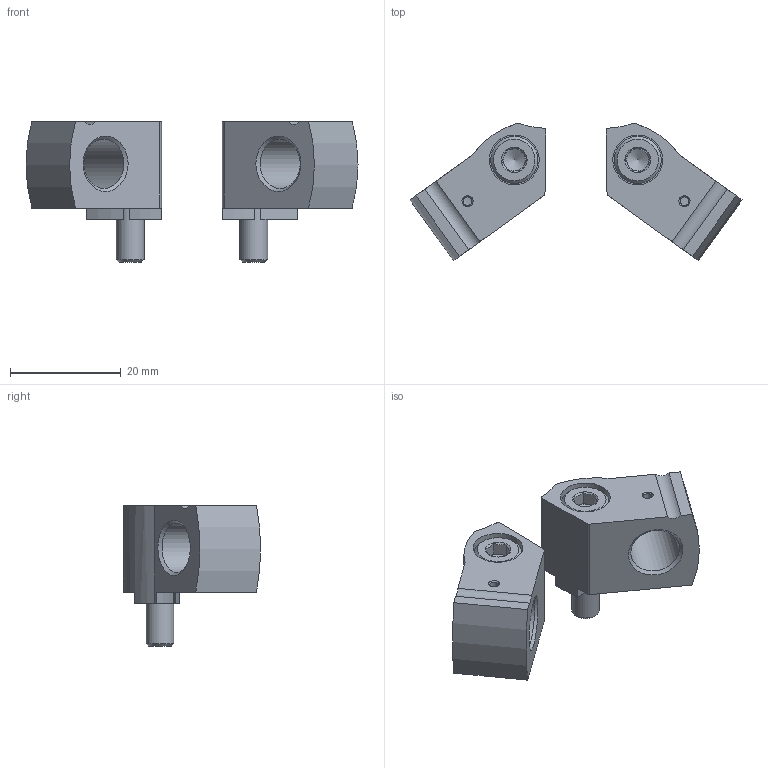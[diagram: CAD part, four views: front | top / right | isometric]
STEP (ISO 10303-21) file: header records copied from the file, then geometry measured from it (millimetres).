
FILE_DESCRIPTION(/* description */ ('STEP AP214'),/* implementation_level */ '2;1');
FILE_NAME(/* name */ '547902_DSM-25-B',/* time_stamp */ '2024-08-21T18:22:30+02:00',/* author */ ('License CC BY-ND 4.0'),/* organization */ ('CADENAS'),/* preprocessor_version */ 'ST-DEVELOPER v19.3',/* originating_system */ 'PARTsolutions',/* authorisation */ ' ');
FILE_SCHEMA (('AUTOMOTIVE_DESIGN {1 0 10303 214 3 1 1}'));
Length unit declared in the file: millimetre
Products named in the file (4): 547902 DSM-25-B; 702863 DSM-25-BL---(HZ); DIN-912 - M5x20(F); 702864 DSM-25-BR---(HZ)
Assembly tree (4 placements, depth 2):
  547902 DSM-25-B
    702863 DSM-25-BL---(HZ)
    DIN-912 - M5x20(F)  x2
    702864 DSM-25-BR---(HZ)
Bounding box: 59.96 x 24.79 x 25.4 mm (x, y, z)
Volume: 8758 mm3; surface area: 5999.1 mm2
Topology: 4 solids, 4 shells, 112 faces, 256 edges, 154 vertices
Faces by surface type: plane 50, cylinder 34, cone 28
Full cylindrical faces by diameter (mm): 1.567 x2, 5 x2, 5.5 x2, 8.5 x2, 8.917 x2, 9 x2
Entity records: 2480 total; most frequent: DIRECTION 440, CARTESIAN_POINT 434, ORIENTED_EDGE 356, AXIS2_PLACEMENT_3D 181, EDGE_CURVE 178, VERTEX_POINT 123, FACE_BOUND 119, EDGE_LOOP 118
